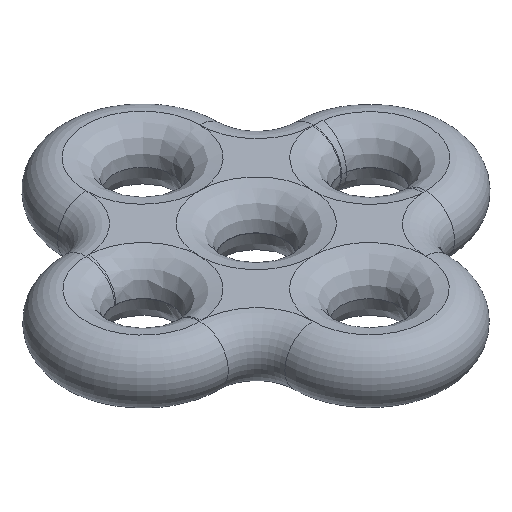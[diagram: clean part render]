
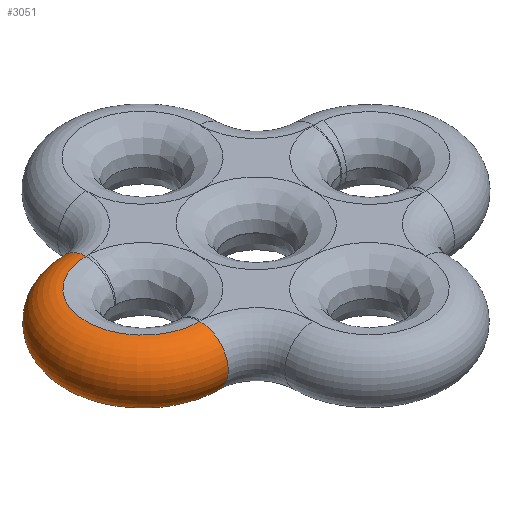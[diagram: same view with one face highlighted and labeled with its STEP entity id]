
A CAD part, isometric view. The second image highlights one B-rep face of the part: STEP entity #3051.
In plain terms, the highlighted toroidal (fillet/blend) face has major radius 50.409 mm and minor radius 25.36 mm.
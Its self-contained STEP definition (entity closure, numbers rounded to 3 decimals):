
#40 = CARTESIAN_POINT ( 'NONE',  ( -126.593, 24740.77, 25.36 ) ) ;
#53 = CARTESIAN_POINT ( 'NONE',  ( -107.419, 24646.391, 25.36 ) ) ;
#101 = VERTEX_POINT ( 'NONE', #2768 ) ;
#106 = CARTESIAN_POINT ( 'NONE',  ( -146.463, 24718.999, -25.36 ) ) ;
#167 = CIRCLE ( 'NONE', #2720, 25.36 ) ;
#168 = CARTESIAN_POINT ( 'NONE',  ( -134.202, 24658.691, -25.36 ) ) ;
#309 = EDGE_CURVE ( 'NONE', #2951, #2534, #563, .T. ) ;
#310 = CARTESIAN_POINT ( 'NONE',  ( -131.84, 24656.39, 25.36 ) ) ;
#359 = TOROIDAL_SURFACE ( 'NONE', #2263, 50.409, 25.36 ) ;
#360 = CARTESIAN_POINT ( 'NONE',  ( -139.172, 24730.012, -25.36 ) ) ;
#420 = CARTESIAN_POINT ( 'NONE',  ( -144.697, 24671.369, -25.36 ) ) ;
#504 = EDGE_CURVE ( 'NONE', #101, #3353, #2324, .T. ) ;
#550 = CARTESIAN_POINT ( 'NONE',  ( -100.82, 24646.418, 25.36 ) ) ;
#561 = CARTESIAN_POINT ( 'NONE',  ( -150.069, 24683.432, 25.36 ) ) ;
#563 = B_SPLINE_CURVE_WITH_KNOTS ( 'NONE', 3,
 ( #1130, #2161, #3207, #877, #1906, #2956, #615, #1650, #2692, #360, #1397, #2430, #106, #1147, #2181, #3267, #938, #1965, #3011, #682, #1711, #2754, #420, #1456, #2493, #168, #1206, #2241, #3285, #958, #1983, #3029, #702, #1730 ),
 .UNSPECIFIED., .F., .F.,
 ( 4, 2, 2, 2, 2, 2, 2, 2, 2, 2, 2, 2, 2, 2, 2, 2, 4 ),
 ( 0., 0.063, 0.125, 0.188, 0.25, 0.313, 0.375, 0.438, 0.5, 0.563, 0.625, 0.688, 0.75, 0.813, 0.875, 0.938, 1. ),
 .UNSPECIFIED. ) ;
#589 = DIRECTION ( 'NONE',  ( 1., 0.004, 0. ) ) ;
#615 = CARTESIAN_POINT ( 'NONE',  ( -126.49, 24740.51, -25.36 ) ) ;
#682 = CARTESIAN_POINT ( 'NONE',  ( -149.803, 24683.548, -25.36 ) ) ;
#702 = CARTESIAN_POINT ( 'NONE',  ( -104.12, 24646.38, -25.36 ) ) ;
#744 = EDGE_CURVE ( 'NONE', #101, #2951, #167, .T. ) ;
#759 = EDGE_LOOP ( 'NONE', ( #2753, #2871, #2477, #2249 ) ) ;
#788 = DIRECTION ( 'NONE',  ( -1., -0.004, 0. ) ) ;
#824 = CARTESIAN_POINT ( 'NONE',  ( -150.177, 24709.821, 25.36 ) ) ;
#877 = CARTESIAN_POINT ( 'NONE',  ( -114.308, 24745.617, -25.36 ) ) ;
#928 = DIRECTION ( 'NONE',  ( 1., 0., 0. ) ) ;
#938 = CARTESIAN_POINT ( 'NONE',  ( -151.486, 24699.923, -25.36 ) ) ;
#958 = CARTESIAN_POINT ( 'NONE',  ( -117.081, 24648.901, -25.36 ) ) ;
#1014 = EDGE_CURVE ( 'NONE', #3353, #2534, #3108, .T. ) ;
#1081 = CARTESIAN_POINT ( 'NONE',  ( -132.169, 24737.011, 25.36 ) ) ;
#1094 = CARTESIAN_POINT ( 'NONE',  ( -100.82, 24646.418, 25.36 ) ) ;
#1130 = CARTESIAN_POINT ( 'NONE',  ( -101.232, 24747.286, -25.36 ) ) ;
#1147 = CARTESIAN_POINT ( 'NONE',  ( -148.964, 24712.887, -25.36 ) ) ;
#1206 = CARTESIAN_POINT ( 'NONE',  ( -131.629, 24656.598, -25.36 ) ) ;
#1312 = AXIS2_PLACEMENT_3D ( 'NONE', #2924, #589, #1622 ) ;
#1329 = CARTESIAN_POINT ( 'NONE',  ( -107.832, 24747.209, 25.36 ) ) ;
#1345 = CARTESIAN_POINT ( 'NONE',  ( -126.233, 24652.677, 25.36 ) ) ;
#1397 = CARTESIAN_POINT ( 'NONE',  ( -141.266, 24727.438, -25.36 ) ) ;
#1456 = CARTESIAN_POINT ( 'NONE',  ( -141.006, 24665.895, -25.36 ) ) ;
#1598 = CARTESIAN_POINT ( 'NONE',  ( -144.969, 24671.26, 25.36 ) ) ;
#1622 = DIRECTION ( 'NONE',  ( -0.004, 1., 0. ) ) ;
#1650 = CARTESIAN_POINT ( 'NONE',  ( -131.966, 24736.817, -25.36 ) ) ;
#1711 = CARTESIAN_POINT ( 'NONE',  ( -148.826, 24680.378, -25.36 ) ) ;
#1730 = CARTESIAN_POINT ( 'NONE',  ( -100.819, 24646.394, -25.36 ) ) ;
#1814 = DIRECTION ( 'NONE',  ( 0.004, -1., 0. ) ) ;
#1818 = CARTESIAN_POINT ( 'NONE',  ( -101.232, 24747.236, 25.36 ) ) ;
#1854 = CARTESIAN_POINT ( 'NONE',  ( -151.462, 24703.22, 25.36 ) ) ;
#1906 = CARTESIAN_POINT ( 'NONE',  ( -117.479, 24744.64, -25.36 ) ) ;
#1965 = CARTESIAN_POINT ( 'NONE',  ( -151.458, 24693.319, -25.36 ) ) ;
#1983 = CARTESIAN_POINT ( 'NONE',  ( -113.903, 24647.952, -25.36 ) ) ;
#2106 = CARTESIAN_POINT ( 'NONE',  ( -141.463, 24727.641, 25.36 ) ) ;
#2161 = CARTESIAN_POINT ( 'NONE',  ( -104.535, 24747.272, -25.36 ) ) ;
#2178 = CARTESIAN_POINT ( 'NONE',  ( -100.819, 24646.394, -25.36 ) ) ;
#2181 = CARTESIAN_POINT ( 'NONE',  ( -149.914, 24709.708, -25.36 ) ) ;
#2185 = CARTESIAN_POINT ( 'NONE',  ( -101.232, 24747.286, -25.36 ) ) ;
#2212 = CARTESIAN_POINT ( 'NONE',  ( -101.026, 24696.827, 0. ) ) ;
#2241 = CARTESIAN_POINT ( 'NONE',  ( -126.123, 24652.953, -25.36 ) ) ;
#2249 = ORIENTED_EDGE ( 'NONE', *, *, #504, .F. ) ;
#2263 = AXIS2_PLACEMENT_3D ( 'NONE', #2212, #3256, #928 ) ;
#2324 = B_SPLINE_CURVE_WITH_KNOTS ( 'NONE', 3,
 ( #1818, #1329, #2362, #40, #1081, #2106, #3153, #824, #1854, #2899, #561, #1598, #2639, #310, #1345, #2376, #53, #1094 ),
 .UNSPECIFIED., .F., .F.,
 ( 4, 2, 2, 2, 2, 2, 2, 2, 4 ),
 ( 0., 0.125, 0.25, 0.375, 0.5, 0.625, 0.75, 0.875, 1. ),
 .UNSPECIFIED. ) ;
#2362 = CARTESIAN_POINT ( 'NONE',  ( -114.421, 24745.87, 25.36 ) ) ;
#2376 = CARTESIAN_POINT ( 'NONE',  ( -114.019, 24647.676, 25.36 ) ) ;
#2430 = CARTESIAN_POINT ( 'NONE',  ( -144.912, 24721.931, -25.36 ) ) ;
#2466 = FACE_OUTER_BOUND ( 'NONE', #759, .T. ) ;
#2477 = ORIENTED_EDGE ( 'NONE', *, *, #1014, .F. ) ;
#2493 = CARTESIAN_POINT ( 'NONE',  ( -138.89, 24663.34, -25.36 ) ) ;
#2534 = VERTEX_POINT ( 'NONE', #2178 ) ;
#2639 = CARTESIAN_POINT ( 'NONE',  ( -141.209, 24665.684, 25.36 ) ) ;
#2692 = CARTESIAN_POINT ( 'NONE',  ( -134.522, 24734.702, -25.36 ) ) ;
#2720 = AXIS2_PLACEMENT_3D ( 'NONE', #3116, #788, #1814 ) ;
#2753 = ORIENTED_EDGE ( 'NONE', *, *, #744, .T. ) ;
#2754 = CARTESIAN_POINT ( 'NONE',  ( -146.273, 24674.288, -25.36 ) ) ;
#2768 = CARTESIAN_POINT ( 'NONE',  ( -101.232, 24747.236, 25.36 ) ) ;
#2871 = ORIENTED_EDGE ( 'NONE', *, *, #309, .T. ) ;
#2899 = CARTESIAN_POINT ( 'NONE',  ( -151.408, 24690.023, 25.36 ) ) ;
#2924 = CARTESIAN_POINT ( 'NONE',  ( -100.82, 24646.418, 0. ) ) ;
#2951 = VERTEX_POINT ( 'NONE', #2185 ) ;
#2956 = CARTESIAN_POINT ( 'NONE',  ( -123.571, 24742.087, -25.36 ) ) ;
#3011 = CARTESIAN_POINT ( 'NONE',  ( -151.118, 24690.019, -25.36 ) ) ;
#3029 = CARTESIAN_POINT ( 'NONE',  ( -107.422, 24646.691, -25.36 ) ) ;
#3051 = ADVANCED_FACE ( 'NONE', ( #2466 ), #359, .T. ) ;
#3108 = CIRCLE ( 'NONE', #1312, 25.36 ) ;
#3116 = CARTESIAN_POINT ( 'NONE',  ( -101.232, 24747.236, 0. ) ) ;
#3153 = CARTESIAN_POINT ( 'NONE',  ( -145.176, 24722.034, 25.36 ) ) ;
#3207 = CARTESIAN_POINT ( 'NONE',  ( -107.836, 24746.933, -25.36 ) ) ;
#3256 = DIRECTION ( 'NONE',  ( 0., 0., 1. ) ) ;
#3267 = CARTESIAN_POINT ( 'NONE',  ( -151.175, 24703.226, -25.36 ) ) ;
#3285 = CARTESIAN_POINT ( 'NONE',  ( -123.191, 24651.402, -25.36 ) ) ;
#3353 = VERTEX_POINT ( 'NONE', #550 ) ;
